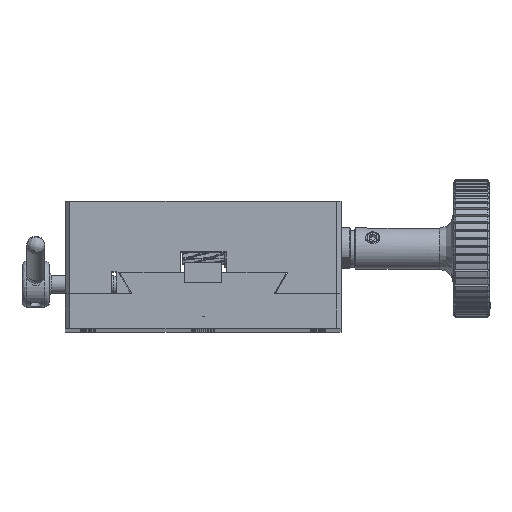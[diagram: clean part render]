
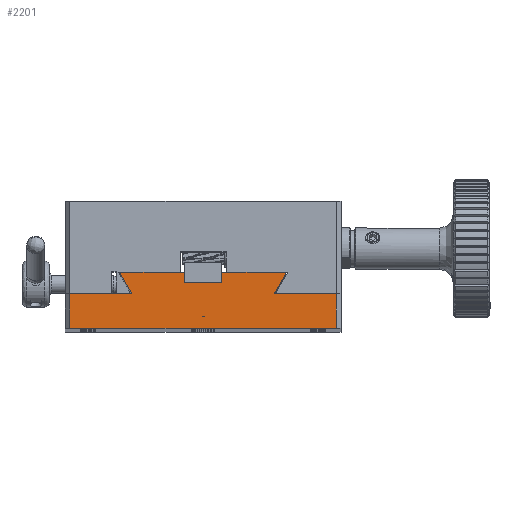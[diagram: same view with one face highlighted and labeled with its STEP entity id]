
A CAD part, top view. The second image highlights one B-rep face of the part: STEP entity #2201.
In plain terms, the highlighted planar face has unit normal (0, 0, 1).
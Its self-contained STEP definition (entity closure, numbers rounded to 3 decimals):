
#203 = VECTOR ( 'NONE', #8102, 1000. ) ;
#290 = EDGE_CURVE ( 'NONE', #80112, #37457, #22477, .T. ) ;
#2201 = ADVANCED_FACE ( 'NONE', ( #4398 ), #76789, .F. ) ;
#3840 = EDGE_CURVE ( 'NONE', #55510, #29330, #97648, .T. ) ;
#4398 = FACE_OUTER_BOUND ( 'NONE', #58991, .T. ) ;
#5424 = DIRECTION ( 'NONE',  ( 0., 0., -1. ) ) ;
#5576 = ORIENTED_EDGE ( 'NONE', *, *, #23843, .F. ) ;
#5975 = ORIENTED_EDGE ( 'NONE', *, *, #290, .F. ) ;
#7805 = LINE ( 'NONE', #79148, #101317 ) ;
#8102 = DIRECTION ( 'NONE',  ( 0., -1., 0. ) ) ;
#9068 = VECTOR ( 'NONE', #103358, 1000. ) ;
#9837 = CARTESIAN_POINT ( 'NONE',  ( 49.002, 64.603, 513.823 ) ) ;
#12868 = LINE ( 'NONE', #37520, #97752 ) ;
#14027 = CARTESIAN_POINT ( 'NONE',  ( 93.502, 57.103, 513.823 ) ) ;
#14095 = ORIENTED_EDGE ( 'NONE', *, *, #67359, .F. ) ;
#15361 = ORIENTED_EDGE ( 'NONE', *, *, #3840, .T. ) ;
#15670 = EDGE_CURVE ( 'NONE', #34594, #59891, #43202, .T. ) ;
#18103 = VECTOR ( 'NONE', #64612, 1000. ) ;
#18573 = CARTESIAN_POINT ( 'NONE',  ( 80.002, 64.603, 513.823 ) ) ;
#20694 = EDGE_CURVE ( 'NONE', #44166, #72126, #62570, .T. ) ;
#21969 = VECTOR ( 'NONE', #81681, 1000. ) ;
#22477 = LINE ( 'NONE', #9837, #21969 ) ;
#23843 = EDGE_CURVE ( 'NONE', #64234, #51131, #90680, .T. ) ;
#24788 = VERTEX_POINT ( 'NONE', #100632 ) ;
#26142 = CARTESIAN_POINT ( 'NONE',  ( 46.588, 68.783, 513.823 ) ) ;
#26223 = VERTEX_POINT ( 'NONE', #83839 ) ;
#28664 = CARTESIAN_POINT ( 'NONE',  ( 60.452, 67.003, 513.823 ) ) ;
#29209 = EDGE_CURVE ( 'NONE', #24788, #37457, #72082, .T. ) ;
#29324 = CARTESIAN_POINT ( 'NONE',  ( 68.552, 67.003, 513.823 ) ) ;
#29330 = VERTEX_POINT ( 'NONE', #80474 ) ;
#29790 = VECTOR ( 'NONE', #70469, 1000. ) ;
#31380 = EDGE_CURVE ( 'NONE', #72126, #26223, #95570, .T. ) ;
#32016 = ORIENTED_EDGE ( 'NONE', *, *, #64564, .F. ) ;
#33851 = ORIENTED_EDGE ( 'NONE', *, *, #15670, .F. ) ;
#33888 = DIRECTION ( 'NONE',  ( 0., 1., 0. ) ) ;
#34063 = DIRECTION ( 'NONE',  ( 0., -1., 0. ) ) ;
#34594 = VERTEX_POINT ( 'NONE', #18573 ) ;
#36939 = DIRECTION ( 'NONE',  ( 0., 1., 0. ) ) ;
#37457 = VERTEX_POINT ( 'NONE', #26142 ) ;
#37520 = CARTESIAN_POINT ( 'NONE',  ( 64.502, 69.303, 513.823 ) ) ;
#39368 = CARTESIAN_POINT ( 'NONE',  ( 64.502, 67.003, 513.823 ) ) ;
#43202 = LINE ( 'NONE', #85130, #66736 ) ;
#43304 = EDGE_CURVE ( 'NONE', #51131, #44166, #56124, .T. ) ;
#43666 = CARTESIAN_POINT ( 'NONE',  ( 82.415, 68.783, 513.823 ) ) ;
#43835 = CARTESIAN_POINT ( 'NONE',  ( 60.452, 69.303, 513.823 ) ) ;
#44166 = VERTEX_POINT ( 'NONE', #29324 ) ;
#46501 = EDGE_CURVE ( 'NONE', #59891, #29330, #53911, .T. ) ;
#48677 = VECTOR ( 'NONE', #34063, 1000. ) ;
#49810 = CARTESIAN_POINT ( 'NONE',  ( 60.452, 57.103, 513.823 ) ) ;
#51131 = VERTEX_POINT ( 'NONE', #28664 ) ;
#52664 = DIRECTION ( 'NONE',  ( -1., 0., 0. ) ) ;
#53911 = LINE ( 'NONE', #14027, #67905 ) ;
#53947 = VECTOR ( 'NONE', #96607, 1000. ) ;
#54210 = CARTESIAN_POINT ( 'NONE',  ( 68.552, 57.103, 513.823 ) ) ;
#54743 = ORIENTED_EDGE ( 'NONE', *, *, #101703, .F. ) ;
#55256 = ORIENTED_EDGE ( 'NONE', *, *, #84774, .F. ) ;
#55510 = VERTEX_POINT ( 'NONE', #58503 ) ;
#55525 = VERTEX_POINT ( 'NONE', #82590 ) ;
#55737 = CARTESIAN_POINT ( 'NONE',  ( 64.502, 69.303, 513.823 ) ) ;
#56124 = LINE ( 'NONE', #39368, #58060 ) ;
#56937 = ORIENTED_EDGE ( 'NONE', *, *, #46501, .F. ) ;
#57682 = VECTOR ( 'NONE', #36939, 1000. ) ;
#57818 = CARTESIAN_POINT ( 'NONE',  ( 94.502, 57.103, 513.823 ) ) ;
#58060 = VECTOR ( 'NONE', #86047, 1000. ) ;
#58503 = CARTESIAN_POINT ( 'NONE',  ( 35.502, 57.103, 513.823 ) ) ;
#58991 = EDGE_LOOP ( 'NONE', ( #56937, #33851, #54743, #66599, #61191, #82804, #91346, #5576, #32016, #61816, #5975, #55256, #14095, #15361 ) ) ;
#59891 = VERTEX_POINT ( 'NONE', #59929 ) ;
#59929 = CARTESIAN_POINT ( 'NONE',  ( 93.502, 64.603, 513.823 ) ) ;
#60488 = DIRECTION ( 'NONE',  ( 1., 0., 0. ) ) ;
#61191 = ORIENTED_EDGE ( 'NONE', *, *, #31380, .F. ) ;
#61816 = ORIENTED_EDGE ( 'NONE', *, *, #29209, .T. ) ;
#62080 = CARTESIAN_POINT ( 'NONE',  ( 64.502, 64.603, 513.823 ) ) ;
#62570 = LINE ( 'NONE', #54210, #57682 ) ;
#63645 = EDGE_CURVE ( 'NONE', #92781, #26223, #7805, .T. ) ;
#64234 = VERTEX_POINT ( 'NONE', #43835 ) ;
#64564 = EDGE_CURVE ( 'NONE', #24788, #64234, #12868, .T. ) ;
#64612 = DIRECTION ( 'NONE',  ( 1., 0., 0. ) ) ;
#64793 = LINE ( 'NONE', #43666, #66189 ) ;
#66189 = VECTOR ( 'NONE', #100297, 1000. ) ;
#66599 = ORIENTED_EDGE ( 'NONE', *, *, #63645, .T. ) ;
#66736 = VECTOR ( 'NONE', #60488, 1000. ) ;
#67359 = EDGE_CURVE ( 'NONE', #55510, #55525, #79221, .T. ) ;
#67905 = VECTOR ( 'NONE', #70158, 1000. ) ;
#68391 = CARTESIAN_POINT ( 'NONE',  ( 64.502, 57.103, 513.823 ) ) ;
#69496 = DIRECTION ( 'NONE',  ( 1., 0., 0. ) ) ;
#70158 = DIRECTION ( 'NONE',  ( 0., -1., 0. ) ) ;
#70469 = DIRECTION ( 'NONE',  ( 1., 0., 0. ) ) ;
#71359 = CARTESIAN_POINT ( 'NONE',  ( 35.502, 57.103, 513.823 ) ) ;
#72082 = LINE ( 'NONE', #90423, #203 ) ;
#72126 = VERTEX_POINT ( 'NONE', #94994 ) ;
#73851 = CARTESIAN_POINT ( 'NONE',  ( 82.415, 68.783, 513.823 ) ) ;
#76789 = PLANE ( 'NONE',  #85174 ) ;
#79148 = CARTESIAN_POINT ( 'NONE',  ( 82.415, 69.303, 513.823 ) ) ;
#79221 = LINE ( 'NONE', #71359, #9068 ) ;
#80112 = VERTEX_POINT ( 'NONE', #96532 ) ;
#80474 = CARTESIAN_POINT ( 'NONE',  ( 93.502, 57.103, 513.823 ) ) ;
#81681 = DIRECTION ( 'NONE',  ( -0.5, 0.866, 0. ) ) ;
#82590 = CARTESIAN_POINT ( 'NONE',  ( 35.502, 64.603, 513.823 ) ) ;
#82804 = ORIENTED_EDGE ( 'NONE', *, *, #20694, .F. ) ;
#83839 = CARTESIAN_POINT ( 'NONE',  ( 82.415, 69.303, 513.823 ) ) ;
#84774 = EDGE_CURVE ( 'NONE', #55525, #80112, #87721, .T. ) ;
#85130 = CARTESIAN_POINT ( 'NONE',  ( 64.502, 64.603, 513.823 ) ) ;
#85174 = AXIS2_PLACEMENT_3D ( 'NONE', #68391, #5424, #52664 ) ;
#86047 = DIRECTION ( 'NONE',  ( 1., 0., 0. ) ) ;
#87721 = LINE ( 'NONE', #62080, #29790 ) ;
#90423 = CARTESIAN_POINT ( 'NONE',  ( 46.588, 69.303, 513.823 ) ) ;
#90680 = LINE ( 'NONE', #49810, #48677 ) ;
#91346 = ORIENTED_EDGE ( 'NONE', *, *, #43304, .F. ) ;
#92781 = VERTEX_POINT ( 'NONE', #73851 ) ;
#94994 = CARTESIAN_POINT ( 'NONE',  ( 68.552, 69.303, 513.823 ) ) ;
#95570 = LINE ( 'NONE', #55737, #53947 ) ;
#96532 = CARTESIAN_POINT ( 'NONE',  ( 49.002, 64.603, 513.823 ) ) ;
#96607 = DIRECTION ( 'NONE',  ( 1., 0., 0. ) ) ;
#97648 = LINE ( 'NONE', #57818, #18103 ) ;
#97752 = VECTOR ( 'NONE', #69496, 1000. ) ;
#100297 = DIRECTION ( 'NONE',  ( -0.5, -0.866, 0. ) ) ;
#100632 = CARTESIAN_POINT ( 'NONE',  ( 46.588, 69.303, 513.823 ) ) ;
#101317 = VECTOR ( 'NONE', #33888, 1000. ) ;
#101703 = EDGE_CURVE ( 'NONE', #92781, #34594, #64793, .T. ) ;
#103358 = DIRECTION ( 'NONE',  ( 0., 1., 0. ) ) ;
